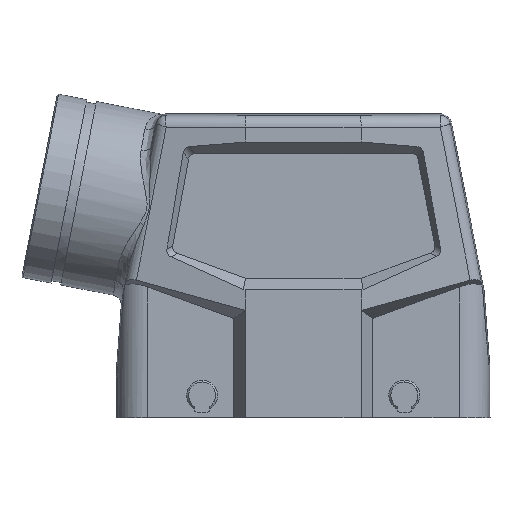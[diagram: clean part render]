
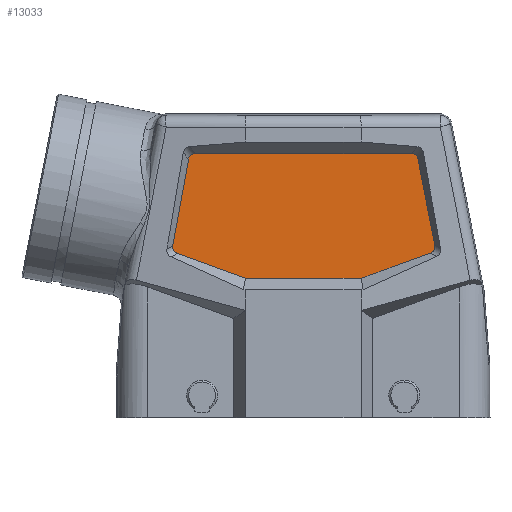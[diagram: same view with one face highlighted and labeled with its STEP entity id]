
A CAD part, left-side view. The second image highlights one B-rep face of the part: STEP entity #13033.
In plain terms, the highlighted planar face has unit normal (-1, 0, 0).
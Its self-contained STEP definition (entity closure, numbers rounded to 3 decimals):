
#1619=AXIS2_PLACEMENT_3D('Plane Axis2P3D',#1616,#1617,#1618) ;
#42=CARTESIAN_POINT('Vertex',(6.,19.812,66.5)) ;
#46=CARTESIAN_POINT('Control Point',(6.,19.812,66.5)) ;
#47=CARTESIAN_POINT('Control Point',(6.,19.605,66.5)) ;
#48=CARTESIAN_POINT('Control Point',(5.999,19.408,66.474)) ;
#49=CARTESIAN_POINT('Control Point',(6.,19.219,66.422)) ;
#50=CARTESIAN_POINT('Control Point',(6.,18.873,66.274)) ;
#51=CARTESIAN_POINT('Control Point',(6.,18.588,66.04)) ;
#52=CARTESIAN_POINT('Control Point',(6.,18.466,65.907)) ;
#53=CARTESIAN_POINT('Control Point',(6.,18.304,65.672)) ;
#54=CARTESIAN_POINT('Control Point',(6.,18.19,65.398)) ;
#55=CARTESIAN_POINT('Control Point',(6.,18.158,65.302)) ;
#56=CARTESIAN_POINT('Control Point',(6.,18.132,65.202)) ;
#57=CARTESIAN_POINT('Control Point',(6.,18.111,65.098)) ;
#58=CARTESIAN_POINT('Vertex',(6.,18.111,65.098)) ;
#204=CARTESIAN_POINT('Line Origine',(6.,16.004,54.258)) ;
#208=CARTESIAN_POINT('Vertex',(6.,13.897,43.417)) ;
#246=CARTESIAN_POINT('Vertex',(6.,74.142,66.5)) ;
#249=CARTESIAN_POINT('Line Origine',(6.,46.977,66.5)) ;
#441=CARTESIAN_POINT('Control Point',(6.,13.861,43.048)) ;
#442=CARTESIAN_POINT('Control Point',(6.,13.861,43.169)) ;
#443=CARTESIAN_POINT('Control Point',(6.,13.873,43.294)) ;
#444=CARTESIAN_POINT('Control Point',(6.,13.897,43.417)) ;
#445=CARTESIAN_POINT('Vertex',(6.,13.861,43.048)) ;
#449=CARTESIAN_POINT('Control Point',(6.,15.005,41.459)) ;
#450=CARTESIAN_POINT('Control Point',(6.,14.586,41.612)) ;
#451=CARTESIAN_POINT('Control Point',(6.,14.233,41.871)) ;
#452=CARTESIAN_POINT('Control Point',(6.,13.987,42.213)) ;
#453=CARTESIAN_POINT('Control Point',(6.,13.861,42.618)) ;
#454=CARTESIAN_POINT('Control Point',(6.,13.861,43.048)) ;
#455=CARTESIAN_POINT('Vertex',(6.,15.005,41.459)) ;
#477=CARTESIAN_POINT('Line Origine',(6.,23.721,38.287)) ;
#481=CARTESIAN_POINT('Vertex',(6.,32.437,35.114)) ;
#508=CARTESIAN_POINT('Line Origine',(6.,47.,35.114)) ;
#512=CARTESIAN_POINT('Vertex',(6.,61.563,35.114)) ;
#632=CARTESIAN_POINT('Vertex',(6.,75.845,65.083)) ;
#636=CARTESIAN_POINT('Control Point',(6.,75.845,65.083)) ;
#637=CARTESIAN_POINT('Control Point',(6.,75.753,65.585)) ;
#638=CARTESIAN_POINT('Control Point',(6.,75.507,66.029)) ;
#639=CARTESIAN_POINT('Control Point',(6.,75.128,66.337)) ;
#640=CARTESIAN_POINT('Control Point',(6.,74.653,66.5)) ;
#641=CARTESIAN_POINT('Control Point',(6.,74.142,66.5)) ;
#666=CARTESIAN_POINT('Vertex',(6.,79.835,43.296)) ;
#671=CARTESIAN_POINT('Line Origine',(6.,77.84,54.19)) ;
#694=CARTESIAN_POINT('Control Point',(6.,79.867,42.949)) ;
#695=CARTESIAN_POINT('Control Point',(6.,79.867,43.063)) ;
#696=CARTESIAN_POINT('Control Point',(6.,79.856,43.179)) ;
#697=CARTESIAN_POINT('Control Point',(6.,79.835,43.296)) ;
#698=CARTESIAN_POINT('Vertex',(6.,79.867,42.949)) ;
#729=CARTESIAN_POINT('Vertex',(6.,78.723,41.36)) ;
#733=CARTESIAN_POINT('Control Point',(6.,78.723,41.36)) ;
#734=CARTESIAN_POINT('Control Point',(6.,79.029,41.472)) ;
#735=CARTESIAN_POINT('Control Point',(6.,79.294,41.641)) ;
#736=CARTESIAN_POINT('Control Point',(6.,79.508,41.865)) ;
#737=CARTESIAN_POINT('Control Point',(6.,79.655,42.125)) ;
#738=CARTESIAN_POINT('Vertex',(6.,79.655,42.125)) ;
#742=CARTESIAN_POINT('Control Point',(6.,79.655,42.125)) ;
#743=CARTESIAN_POINT('Control Point',(6.,79.794,42.371)) ;
#744=CARTESIAN_POINT('Control Point',(6.,79.867,42.652)) ;
#745=CARTESIAN_POINT('Control Point',(6.,79.867,42.949)) ;
#768=CARTESIAN_POINT('Line Origine',(6.,70.143,38.237)) ;
#1616=CARTESIAN_POINT('Axis2P3D Location',(6.,79.932,44.297)) ;
#205=DIRECTION('Vector Direction',(0.,-0.191,-0.982)) ;
#250=DIRECTION('Vector Direction',(0.,-1.,0.)) ;
#478=DIRECTION('Vector Direction',(0.,0.94,-0.342)) ;
#509=DIRECTION('Vector Direction',(0.,1.,0.)) ;
#672=DIRECTION('Vector Direction',(0.,-0.18,0.984)) ;
#769=DIRECTION('Vector Direction',(0.,0.94,0.342)) ;
#1617=DIRECTION('Axis2P3D Direction',(-1.,0.,0.)) ;
#1618=DIRECTION('Axis2P3D XDirection',(0.,-1.,0.)) ;
#206=VECTOR('Line Direction',#205,1.) ;
#251=VECTOR('Line Direction',#250,1.) ;
#479=VECTOR('Line Direction',#478,1.) ;
#510=VECTOR('Line Direction',#509,1.) ;
#673=VECTOR('Line Direction',#672,1.) ;
#770=VECTOR('Line Direction',#769,1.) ;
#13019=ORIENTED_EDGE('',*,*,#60,.F.) ;
#13020=ORIENTED_EDGE('',*,*,#253,.F.) ;
#13021=ORIENTED_EDGE('',*,*,#642,.F.) ;
#13022=ORIENTED_EDGE('',*,*,#675,.F.) ;
#13023=ORIENTED_EDGE('',*,*,#700,.F.) ;
#13024=ORIENTED_EDGE('',*,*,#746,.F.) ;
#13025=ORIENTED_EDGE('',*,*,#740,.F.) ;
#13026=ORIENTED_EDGE('',*,*,#772,.F.) ;
#13027=ORIENTED_EDGE('',*,*,#514,.F.) ;
#13028=ORIENTED_EDGE('',*,*,#483,.F.) ;
#13029=ORIENTED_EDGE('',*,*,#457,.T.) ;
#13030=ORIENTED_EDGE('',*,*,#447,.T.) ;
#13031=ORIENTED_EDGE('',*,*,#210,.F.) ;
#13033=ADVANCED_FACE('HDC_10B_ABU_BP.1',(#13032),#1620,.T.) ;
#45=B_SPLINE_CURVE_WITH_KNOTS('',5,(#46,#47,#48,#49,#50,#51,#52,#53,#54,#55,#56,#57),.UNSPECIFIED.,.F.,.U.,(6,3,3,6),(0.,1.351,2.721,3.411),.UNSPECIFIED.) ;
#440=B_SPLINE_CURVE_WITH_KNOTS('',3,(#441,#442,#443,#444),.UNSPECIFIED.,.F.,.U.,(4,4),(0.,0.502),.UNSPECIFIED.) ;
#448=B_SPLINE_CURVE_WITH_KNOTS('',5,(#449,#450,#451,#452,#453,#454),.UNSPECIFIED.,.F.,.U.,(6,6),(0.,2.983),.UNSPECIFIED.) ;
#635=B_SPLINE_CURVE_WITH_KNOTS('',5,(#636,#637,#638,#639,#640,#641),.UNSPECIFIED.,.F.,.U.,(6,6),(0.,3.42),.UNSPECIFIED.) ;
#693=B_SPLINE_CURVE_WITH_KNOTS('',3,(#694,#695,#696,#697),.UNSPECIFIED.,.F.,.U.,(4,4),(0.,0.494),.UNSPECIFIED.) ;
#732=B_SPLINE_CURVE_WITH_KNOTS('',4,(#733,#734,#735,#736,#737),.UNSPECIFIED.,.F.,.U.,(5,5),(0.,1.746),.UNSPECIFIED.) ;
#741=B_SPLINE_CURVE_WITH_KNOTS('',3,(#742,#743,#744,#745),.UNSPECIFIED.,.F.,.U.,(4,4),(0.,1.22),.UNSPECIFIED.) ;
#60=EDGE_CURVE('',#43,#59,#45,.T.) ;
#210=EDGE_CURVE('',#59,#209,#207,.T.) ;
#253=EDGE_CURVE('',#247,#43,#252,.T.) ;
#447=EDGE_CURVE('',#446,#209,#440,.T.) ;
#457=EDGE_CURVE('',#456,#446,#448,.T.) ;
#483=EDGE_CURVE('',#456,#482,#480,.T.) ;
#514=EDGE_CURVE('',#482,#513,#511,.T.) ;
#642=EDGE_CURVE('',#633,#247,#635,.T.) ;
#675=EDGE_CURVE('',#667,#633,#674,.T.) ;
#700=EDGE_CURVE('',#699,#667,#693,.T.) ;
#740=EDGE_CURVE('',#730,#739,#732,.T.) ;
#746=EDGE_CURVE('',#739,#699,#741,.T.) ;
#772=EDGE_CURVE('',#513,#730,#771,.T.) ;
#13018=EDGE_LOOP('',(#13019,#13020,#13021,#13022,#13023,#13024,#13025,#13026,#13027,#13028,#13029,#13030,#13031)) ;
#13032=FACE_OUTER_BOUND('',#13018,.T.) ;
#207=LINE('Line',#204,#206) ;
#252=LINE('Line',#249,#251) ;
#480=LINE('Line',#477,#479) ;
#511=LINE('Line',#508,#510) ;
#674=LINE('Line',#671,#673) ;
#771=LINE('Line',#768,#770) ;
#1620=PLANE('',#1619) ;
#43=VERTEX_POINT('',#42) ;
#59=VERTEX_POINT('',#58) ;
#209=VERTEX_POINT('',#208) ;
#247=VERTEX_POINT('',#246) ;
#446=VERTEX_POINT('',#445) ;
#456=VERTEX_POINT('',#455) ;
#482=VERTEX_POINT('',#481) ;
#513=VERTEX_POINT('',#512) ;
#633=VERTEX_POINT('',#632) ;
#667=VERTEX_POINT('',#666) ;
#699=VERTEX_POINT('',#698) ;
#730=VERTEX_POINT('',#729) ;
#739=VERTEX_POINT('',#738) ;
